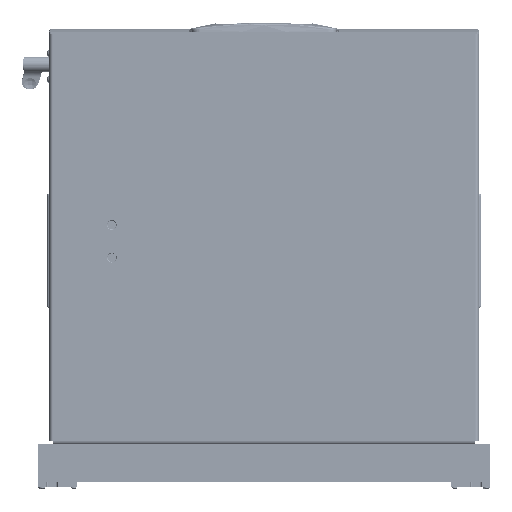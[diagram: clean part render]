
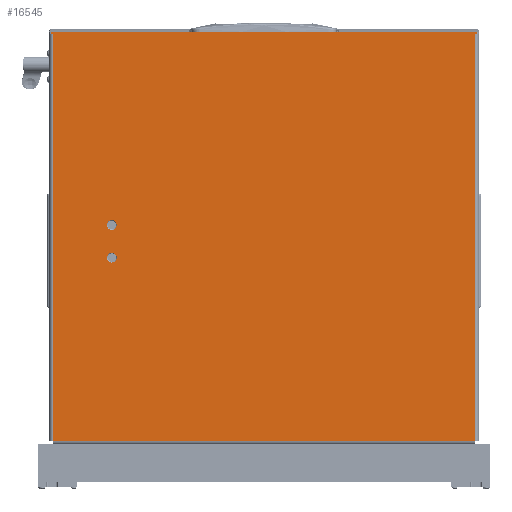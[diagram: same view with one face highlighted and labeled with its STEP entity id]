
A CAD part, front view. The second image highlights one B-rep face of the part: STEP entity #16545.
In plain terms, the highlighted face is planar.
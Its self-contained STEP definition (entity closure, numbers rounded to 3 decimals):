
#1169 = EDGE_CURVE ( 'NONE', #56116, #138273, #108184, .T. ) ;
#2392 = CARTESIAN_POINT ( 'NONE',  ( 245.2, 389., 0. ) ) ;
#3263 = VECTOR ( 'NONE', #103211, 1000. ) ;
#3674 = DIRECTION ( 'NONE',  ( -1., 0., 0. ) ) ;
#7274 = CARTESIAN_POINT ( 'NONE',  ( -2., -2., 0. ) ) ;
#7336 = EDGE_LOOP ( 'NONE', ( #86767, #78236 ) ) ;
#7404 = VERTEX_POINT ( 'NONE', #111283 ) ;
#7952 = CARTESIAN_POINT ( 'NONE',  ( 0., 454., 0. ) ) ;
#9220 = EDGE_LOOP ( 'NONE', ( #81445, #69523, #130600, #98128, #33622, #122099, #61659, #138737 ) ) ;
#11417 = VERTEX_POINT ( 'NONE', #62371 ) ;
#15870 = CARTESIAN_POINT ( 'NONE',  ( 205., 389., 0. ) ) ;
#16454 = DIRECTION ( 'NONE',  ( 0., 1., 0. ) ) ;
#16532 = EDGE_CURVE ( 'NONE', #124183, #114174, #76837, .T. ) ;
#16545 = ADVANCED_FACE ( 'NONE', ( #19784, #48374, #127064 ), #123627, .T. ) ;
#17104 = LINE ( 'NONE', #133175, #109406 ) ;
#19784 = FACE_BOUND ( 'NONE', #7336, .T. ) ;
#20545 = CARTESIAN_POINT ( 'NONE',  ( 0., 0., 0. ) ) ;
#23858 = DIRECTION ( 'NONE',  ( 0., -1., 0. ) ) ;
#23870 = AXIS2_PLACEMENT_3D ( 'NONE', #111972, #36078, #3674 ) ;
#25310 = AXIS2_PLACEMENT_3D ( 'NONE', #15870, #113364, #133490 ) ;
#28523 = CARTESIAN_POINT ( 'NONE',  ( 0., 452., 0. ) ) ;
#29387 = VECTOR ( 'NONE', #80209, 1000. ) ;
#30029 = DIRECTION ( 'NONE',  ( 1., 0., 0. ) ) ;
#31591 = EDGE_CURVE ( 'NONE', #86491, #7404, #68926, .T. ) ;
#32540 = DIRECTION ( 'NONE',  ( 0., 0., -1. ) ) ;
#33622 = ORIENTED_EDGE ( 'NONE', *, *, #1169, .F. ) ;
#36078 = DIRECTION ( 'NONE',  ( 0., 0., -1. ) ) ;
#37923 = LINE ( 'NONE', #92029, #69753 ) ;
#38208 = CARTESIAN_POINT ( 'NONE',  ( 240., 389., 0. ) ) ;
#39103 = EDGE_CURVE ( 'NONE', #66654, #121058, #51227, .T. ) ;
#39123 = DIRECTION ( 'NONE',  ( -1., 0., 0. ) ) ;
#41046 = ORIENTED_EDGE ( 'NONE', *, *, #111018, .F. ) ;
#42902 = AXIS2_PLACEMENT_3D ( 'NONE', #38208, #124765, #71393 ) ;
#48374 = FACE_BOUND ( 'NONE', #122614, .T. ) ;
#48481 = VECTOR ( 'NONE', #72673, 1000. ) ;
#50508 = VECTOR ( 'NONE', #23858, 1000. ) ;
#51227 = LINE ( 'NONE', #133269, #69629 ) ;
#52707 = DIRECTION ( 'NONE',  ( -1., 0., 0. ) ) ;
#56116 = VERTEX_POINT ( 'NONE', #28523 ) ;
#57509 = EDGE_CURVE ( 'NONE', #121058, #7404, #132604, .T. ) ;
#60928 = VERTEX_POINT ( 'NONE', #114092 ) ;
#61659 = ORIENTED_EDGE ( 'NONE', *, *, #31591, .T. ) ;
#62198 = EDGE_CURVE ( 'NONE', #114200, #11417, #17104, .T. ) ;
#62371 = CARTESIAN_POINT ( 'NONE',  ( -2., 454., 0. ) ) ;
#66654 = VERTEX_POINT ( 'NONE', #117065 ) ;
#68221 = EDGE_CURVE ( 'NONE', #66654, #114200, #37923, .T. ) ;
#68223 = EDGE_CURVE ( 'NONE', #84905, #60928, #94866, .T. ) ;
#68926 = LINE ( 'NONE', #77231, #50508 ) ;
#69523 = ORIENTED_EDGE ( 'NONE', *, *, #68221, .T. ) ;
#69629 = VECTOR ( 'NONE', #123383, 1000. ) ;
#69686 = CARTESIAN_POINT ( 'NONE',  ( 210.2, 389., 0. ) ) ;
#69753 = VECTOR ( 'NONE', #39123, 1000. ) ;
#71346 = CARTESIAN_POINT ( 'NONE',  ( 0., 0., 0. ) ) ;
#71393 = DIRECTION ( 'NONE',  ( -1., 0., 0. ) ) ;
#72673 = DIRECTION ( 'NONE',  ( 1., 0., 0. ) ) ;
#74380 = EDGE_CURVE ( 'NONE', #114174, #124183, #87357, .T. ) ;
#75791 = CARTESIAN_POINT ( 'NONE',  ( 0., -4., 0. ) ) ;
#76837 = CIRCLE ( 'NONE', #25310, 5.2 ) ;
#77231 = CARTESIAN_POINT ( 'NONE',  ( 436., 452., 0. ) ) ;
#78236 = ORIENTED_EDGE ( 'NONE', *, *, #74380, .F. ) ;
#80209 = DIRECTION ( 'NONE',  ( 0., 1., 0. ) ) ;
#81445 = ORIENTED_EDGE ( 'NONE', *, *, #39103, .F. ) ;
#84905 = VERTEX_POINT ( 'NONE', #2392 ) ;
#86491 = VERTEX_POINT ( 'NONE', #114434 ) ;
#86767 = ORIENTED_EDGE ( 'NONE', *, *, #16532, .F. ) ;
#87357 = CIRCLE ( 'NONE', #109194, 5.2 ) ;
#92029 = CARTESIAN_POINT ( 'NONE',  ( 0., -2., 0. ) ) ;
#92893 = CARTESIAN_POINT ( 'NONE',  ( 0., 452., 0. ) ) ;
#94866 = CIRCLE ( 'NONE', #42902, 5.2 ) ;
#96699 = CARTESIAN_POINT ( 'NONE',  ( 205., 389., 0. ) ) ;
#98128 = ORIENTED_EDGE ( 'NONE', *, *, #130372, .T. ) ;
#100519 = LINE ( 'NONE', #92893, #3263 ) ;
#102115 = CARTESIAN_POINT ( 'NONE',  ( 0., 452., 0. ) ) ;
#103211 = DIRECTION ( 'NONE',  ( -1., 0., 0. ) ) ;
#103741 = CIRCLE ( 'NONE', #23870, 5.2 ) ;
#104066 = VECTOR ( 'NONE', #30029, 1000. ) ;
#108184 = LINE ( 'NONE', #75791, #29387 ) ;
#109194 = AXIS2_PLACEMENT_3D ( 'NONE', #96699, #32540, #52707 ) ;
#109406 = VECTOR ( 'NONE', #16454, 1000. ) ;
#109664 = AXIS2_PLACEMENT_3D ( 'NONE', #102115, #122261, #133052 ) ;
#111018 = EDGE_CURVE ( 'NONE', #60928, #84905, #103741, .T. ) ;
#111283 = CARTESIAN_POINT ( 'NONE',  ( 436., 0., 0. ) ) ;
#111972 = CARTESIAN_POINT ( 'NONE',  ( 240., 389., 0. ) ) ;
#113364 = DIRECTION ( 'NONE',  ( 0., 0., -1. ) ) ;
#114092 = CARTESIAN_POINT ( 'NONE',  ( 234.8, 389., 0. ) ) ;
#114174 = VERTEX_POINT ( 'NONE', #69686 ) ;
#114200 = VERTEX_POINT ( 'NONE', #7274 ) ;
#114434 = CARTESIAN_POINT ( 'NONE',  ( 436., 452., 0. ) ) ;
#115533 = LINE ( 'NONE', #7952, #48481 ) ;
#117065 = CARTESIAN_POINT ( 'NONE',  ( 0., -2., 0. ) ) ;
#118109 = EDGE_CURVE ( 'NONE', #86491, #56116, #100519, .T. ) ;
#121058 = VERTEX_POINT ( 'NONE', #71346 ) ;
#122099 = ORIENTED_EDGE ( 'NONE', *, *, #118109, .F. ) ;
#122261 = DIRECTION ( 'NONE',  ( 0., 0., -1. ) ) ;
#122614 = EDGE_LOOP ( 'NONE', ( #41046, #133706 ) ) ;
#122698 = CARTESIAN_POINT ( 'NONE',  ( 0., 454., 0. ) ) ;
#123383 = DIRECTION ( 'NONE',  ( 0., 1., 0. ) ) ;
#123627 = PLANE ( 'NONE',  #109664 ) ;
#124183 = VERTEX_POINT ( 'NONE', #132147 ) ;
#124765 = DIRECTION ( 'NONE',  ( 0., 0., -1. ) ) ;
#127064 = FACE_OUTER_BOUND ( 'NONE', #9220, .T. ) ;
#130372 = EDGE_CURVE ( 'NONE', #11417, #138273, #115533, .T. ) ;
#130600 = ORIENTED_EDGE ( 'NONE', *, *, #62198, .T. ) ;
#132147 = CARTESIAN_POINT ( 'NONE',  ( 199.8, 389., 0. ) ) ;
#132604 = LINE ( 'NONE', #20545, #104066 ) ;
#133052 = DIRECTION ( 'NONE',  ( -1., 0., 0. ) ) ;
#133175 = CARTESIAN_POINT ( 'NONE',  ( -2., -4., 0. ) ) ;
#133269 = CARTESIAN_POINT ( 'NONE',  ( 0., -4., 0. ) ) ;
#133490 = DIRECTION ( 'NONE',  ( -1., 0., 0. ) ) ;
#133706 = ORIENTED_EDGE ( 'NONE', *, *, #68223, .F. ) ;
#138273 = VERTEX_POINT ( 'NONE', #122698 ) ;
#138737 = ORIENTED_EDGE ( 'NONE', *, *, #57509, .F. ) ;
